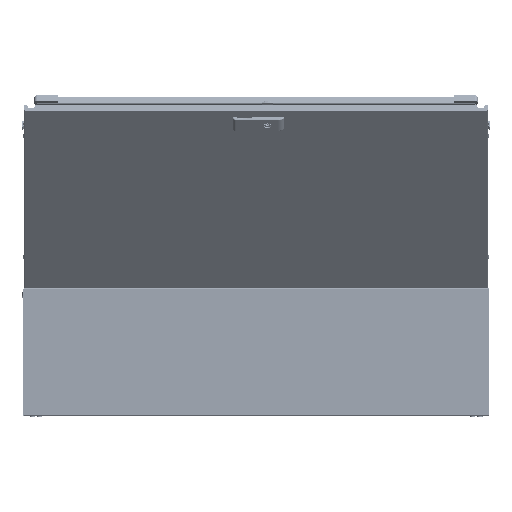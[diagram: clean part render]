
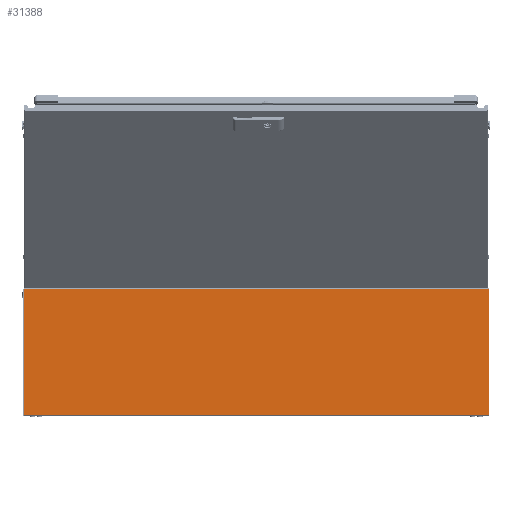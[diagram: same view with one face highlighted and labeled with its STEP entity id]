
A CAD part, front view. The second image highlights one B-rep face of the part: STEP entity #31388.
In plain terms, the highlighted planar face has unit normal (0, -1, 0).
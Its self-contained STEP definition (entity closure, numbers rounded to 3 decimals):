
#6026 = AXIS2_PLACEMENT_3D ( 'NONE', #8291, #8313, #8315 ) ;
#8291 = CARTESIAN_POINT ( 'NONE',  ( -498.5, -500., 272. ) ) ;
#8308 = FACE_OUTER_BOUND ( 'NONE', #68984, .T. ) ;
#8310 = PLANE ( 'NONE',  #6026 ) ;
#8313 = DIRECTION ( 'NONE',  ( 0., 1., 0. ) ) ;
#8315 = DIRECTION ( 'NONE',  ( 0., 0., 1. ) ) ;
#20610 = LINE ( 'NONE', #20621, #21085 ) ;
#20614 = LINE ( 'NONE', #20616, #21084 ) ;
#20616 = CARTESIAN_POINT ( 'NONE',  ( -498.5, -500., 0. ) ) ;
#20617 = DIRECTION ( 'NONE',  ( 0., 0., -1. ) ) ;
#20621 = CARTESIAN_POINT ( 'NONE',  ( 498.5, -500., 272. ) ) ;
#20622 = DIRECTION ( 'NONE',  ( 0., 0., 1. ) ) ;
#20629 = LINE ( 'NONE', #20630, #21089 ) ;
#20630 = CARTESIAN_POINT ( 'NONE',  ( 498.5, -500., 271.9 ) ) ;
#20631 = DIRECTION ( 'NONE',  ( -1., 0., 0. ) ) ;
#20632 = LINE ( 'NONE', #20634, #21090 ) ;
#20634 = CARTESIAN_POINT ( 'NONE',  ( -498.5, -500., 1.5 ) ) ;
#20635 = DIRECTION ( 'NONE',  ( -1., 0., 0. ) ) ;
#21084 = VECTOR ( 'NONE', #20617, 1000. ) ;
#21085 = VECTOR ( 'NONE', #20622, 1000. ) ;
#21089 = VECTOR ( 'NONE', #20631, 1000. ) ;
#21090 = VECTOR ( 'NONE', #20635, 1000. ) ;
#31388 = ADVANCED_FACE ( 'NONE', ( #8308 ), #8310, .F. ) ;
#63656 = EDGE_CURVE ( 'NONE', #147085, #147091, #20614, .T. ) ;
#63661 = EDGE_CURVE ( 'NONE', #147126, #147087, #20610, .T. ) ;
#63668 = EDGE_CURVE ( 'NONE', #147087, #147085, #20629, .T. ) ;
#63670 = EDGE_CURVE ( 'NONE', #147126, #147091, #20632, .T. ) ;
#68768 = ORIENTED_EDGE ( 'NONE', *, *, #63668, .T. ) ;
#68771 = ORIENTED_EDGE ( 'NONE', *, *, #63656, .T. ) ;
#68773 = ORIENTED_EDGE ( 'NONE', *, *, #63670, .F. ) ;
#68776 = ORIENTED_EDGE ( 'NONE', *, *, #63661, .T. ) ;
#68984 = EDGE_LOOP ( 'NONE', ( #68768, #68771, #68773, #68776 ) ) ;
#147085 = VERTEX_POINT ( 'NONE', #148204 ) ;
#147087 = VERTEX_POINT ( 'NONE', #148206 ) ;
#147091 = VERTEX_POINT ( 'NONE', #148208 ) ;
#147126 = VERTEX_POINT ( 'NONE', #148239 ) ;
#148204 = CARTESIAN_POINT ( 'NONE',  ( -498.5, -500., 271.9 ) ) ;
#148206 = CARTESIAN_POINT ( 'NONE',  ( 498.5, -500., 271.9 ) ) ;
#148208 = CARTESIAN_POINT ( 'NONE',  ( -498.5, -500., 1.5 ) ) ;
#148239 = CARTESIAN_POINT ( 'NONE',  ( 498.5, -500., 1.5 ) ) ;
